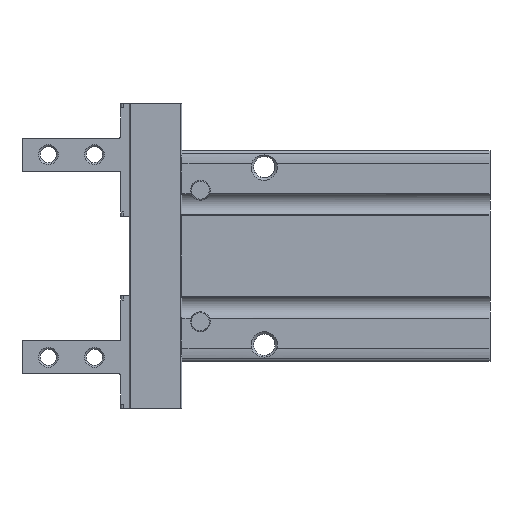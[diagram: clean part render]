
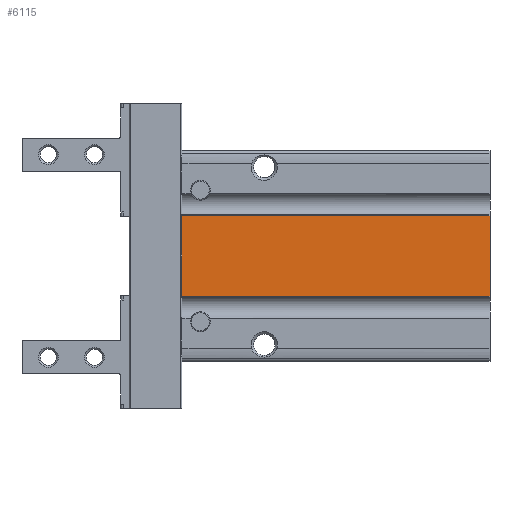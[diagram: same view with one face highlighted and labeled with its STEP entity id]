
A CAD part, left-side view. The second image highlights one B-rep face of the part: STEP entity #6115.
In plain terms, the highlighted face is planar.
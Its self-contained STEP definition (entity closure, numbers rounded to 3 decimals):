
#406=LINE('',#9663,#952);
#412=LINE('',#9685,#958);
#414=LINE('',#9691,#960);
#415=LINE('',#9692,#961);
#952=VECTOR('',#7543,1000.);
#958=VECTOR('',#7563,1000.);
#960=VECTOR('',#7569,1000.);
#961=VECTOR('',#7570,1000.);
#1721=ORIENTED_EDGE('',*,*,#3440,.T.);
#1722=ORIENTED_EDGE('',*,*,#3426,.T.);
#1723=ORIENTED_EDGE('',*,*,#3441,.F.);
#1724=ORIENTED_EDGE('',*,*,#3437,.F.);
#3426=EDGE_CURVE('',#4274,#4273,#406,.T.);
#3437=EDGE_CURVE('',#4282,#4283,#412,.T.);
#3440=EDGE_CURVE('',#4282,#4274,#414,.T.);
#3441=EDGE_CURVE('',#4283,#4273,#415,.T.);
#4273=VERTEX_POINT('',#9662);
#4274=VERTEX_POINT('',#9664);
#4282=VERTEX_POINT('',#9684);
#4283=VERTEX_POINT('',#9686);
#5040=EDGE_LOOP('',(#1721,#1722,#1723,#1724));
#5486=FACE_BOUND('',#5040,.T.);
#5885=PLANE('',#6601);
#6115=ADVANCED_FACE('',(#5486),#5885,.F.);
#6601=AXIS2_PLACEMENT_3D('',#9690,#7567,#7568);
#7543=DIRECTION('',(1.,0.,0.));
#7563=DIRECTION('',(1.,0.,0.));
#7567=DIRECTION('',(0.,0.,-1.));
#7568=DIRECTION('',(-1.,0.,0.));
#7569=DIRECTION('',(0.,-1.,0.));
#7570=DIRECTION('',(0.,-1.,0.));
#9662=CARTESIAN_POINT('',(6.1,0.,10.));
#9663=CARTESIAN_POINT('',(-14.,0.,10.));
#9664=CARTESIAN_POINT('',(-6.1,0.,10.));
#9684=CARTESIAN_POINT('',(-6.1,46.8,10.));
#9685=CARTESIAN_POINT('',(-14.,46.8,10.));
#9686=CARTESIAN_POINT('',(6.1,46.8,10.));
#9690=CARTESIAN_POINT('',(-14.,46.8,10.));
#9691=CARTESIAN_POINT('',(-6.1,46.8,10.));
#9692=CARTESIAN_POINT('',(6.1,46.8,10.));
